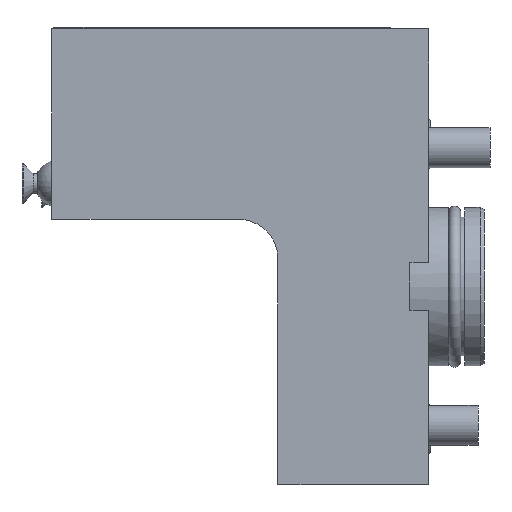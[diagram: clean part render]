
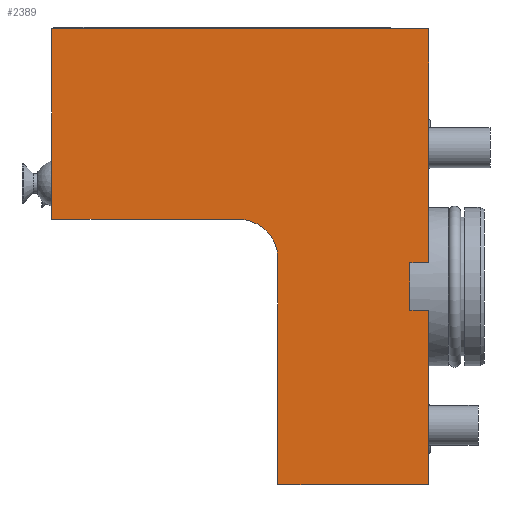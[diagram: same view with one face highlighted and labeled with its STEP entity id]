
A CAD part, front view. The second image highlights one B-rep face of the part: STEP entity #2389.
In plain terms, the highlighted planar face has unit normal (0, -1, 0).
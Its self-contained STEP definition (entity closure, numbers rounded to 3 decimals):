
#51=DIRECTION('',(0.,0.,1.));
#52=VECTOR('',#51,59.);
#53=CARTESIAN_POINT('',(0.,-39.,6.));
#54=LINE('',#53,#52);
#185=DIRECTION('',(0.,0.,1.));
#186=VECTOR('',#185,44.);
#187=CARTESIAN_POINT('',(0.,-39.,-50.));
#188=LINE('',#187,#186);
#287=CARTESIAN_POINT('',(-48.,-39.,7.));
#288=DIRECTION('',(0.,1.,0.));
#289=DIRECTION('',(0.,0.,1.));
#290=AXIS2_PLACEMENT_3D('',#287,#288,#289);
#390=DIRECTION('',(0.,0.,1.));
#391=VECTOR('',#390,57.);
#392=CARTESIAN_POINT('',(-38.,-39.,-50.));
#393=LINE('',#392,#391);
#394=DIRECTION('',(1.,0.,0.));
#395=VECTOR('',#394,47.);
#396=CARTESIAN_POINT('',(-95.,-39.,17.));
#397=LINE('',#396,#395);
#398=DIRECTION('',(-1.,0.,0.));
#399=VECTOR('',#398,4.7);
#400=CARTESIAN_POINT('',(0.,-39.,6.));
#401=LINE('',#400,#399);
#402=DIRECTION('',(0.,0.,1.));
#403=VECTOR('',#402,12.);
#404=CARTESIAN_POINT('',(-4.7,-39.,-6.));
#405=LINE('',#404,#403);
#406=DIRECTION('',(-1.,0.,0.));
#407=VECTOR('',#406,4.7);
#408=CARTESIAN_POINT('',(0.,-39.,-6.));
#409=LINE('',#408,#407);
#410=DIRECTION('',(-1.,0.,0.));
#411=VECTOR('',#410,38.);
#412=CARTESIAN_POINT('',(0.,-39.,-50.));
#413=LINE('',#412,#411);
#422=DIRECTION('',(0.,0.,1.));
#423=VECTOR('',#422,48.);
#424=CARTESIAN_POINT('',(-95.,-39.,17.));
#425=LINE('',#424,#423);
#816=DIRECTION('',(-1.,0.,0.));
#817=VECTOR('',#816,95.);
#818=CARTESIAN_POINT('',(0.,-39.,65.));
#819=LINE('',#818,#817);
#1512=CARTESIAN_POINT('',(0.,-39.,-50.));
#1514=VERTEX_POINT('',#1512);
#1515=CARTESIAN_POINT('',(0.,-39.,65.));
#1516=CARTESIAN_POINT('',(-95.,-39.,65.));
#1517=VERTEX_POINT('',#1515);
#1518=VERTEX_POINT('',#1516);
#1540=CARTESIAN_POINT('',(-38.,-39.,-50.));
#1542=VERTEX_POINT('',#1540);
#1543=CARTESIAN_POINT('',(-95.,-39.,17.));
#1544=VERTEX_POINT('',#1543);
#1571=CARTESIAN_POINT('',(-4.7,-39.,-6.));
#1572=CARTESIAN_POINT('',(-4.7,-39.,6.));
#1573=VERTEX_POINT('',#1571);
#1574=VERTEX_POINT('',#1572);
#1575=CARTESIAN_POINT('',(0.,-39.,-6.));
#1576=VERTEX_POINT('',#1575);
#1577=CARTESIAN_POINT('',(0.,-39.,6.));
#1578=VERTEX_POINT('',#1577);
#1580=CARTESIAN_POINT('',(-38.,-39.,7.));
#1582=VERTEX_POINT('',#1580);
#1584=CARTESIAN_POINT('',(-48.,-39.,17.));
#1586=VERTEX_POINT('',#1584);
#2365=CARTESIAN_POINT('',(0.,-39.,-50.));
#2366=DIRECTION('',(0.,-1.,0.));
#2367=DIRECTION('',(0.,0.,1.));
#2368=AXIS2_PLACEMENT_3D('',#2365,#2366,#2367);
#2369=PLANE('',#2368);
#2370=ORIENTED_EDGE('',*,*,#2307,.T.);
#2371=ORIENTED_EDGE('',*,*,#2296,.F.);
#2372=ORIENTED_EDGE('',*,*,#2282,.F.);
#2374=ORIENTED_EDGE('',*,*,#2373,.T.);
#2376=ORIENTED_EDGE('',*,*,#2375,.F.);
#2377=ORIENTED_EDGE('',*,*,#2056,.F.);
#2379=ORIENTED_EDGE('',*,*,#2378,.T.);
#2381=ORIENTED_EDGE('',*,*,#2380,.F.);
#2383=ORIENTED_EDGE('',*,*,#2382,.F.);
#2384=ORIENTED_EDGE('',*,*,#2175,.F.);
#2386=ORIENTED_EDGE('',*,*,#2385,.T.);
#2387=EDGE_LOOP('',(#2370,#2371,#2372,#2374,#2376,#2377,#2379,#2381,#2383,#2384,
#2386));
#2388=FACE_OUTER_BOUND('',#2387,.F.);
#2389=ADVANCED_FACE('',(#2388),#2369,.T.);
#291=CIRCLE('',#290,10.);
#2056=EDGE_CURVE('',#1578,#1517,#54,.T.);
#2175=EDGE_CURVE('',#1514,#1576,#188,.T.);
#2282=EDGE_CURVE('',#1544,#1586,#397,.T.);
#2296=EDGE_CURVE('',#1586,#1582,#291,.T.);
#2307=EDGE_CURVE('',#1542,#1582,#393,.T.);
#2373=EDGE_CURVE('',#1544,#1518,#425,.T.);
#2375=EDGE_CURVE('',#1517,#1518,#819,.T.);
#2378=EDGE_CURVE('',#1578,#1574,#401,.T.);
#2380=EDGE_CURVE('',#1573,#1574,#405,.T.);
#2382=EDGE_CURVE('',#1576,#1573,#409,.T.);
#2385=EDGE_CURVE('',#1514,#1542,#413,.T.);
